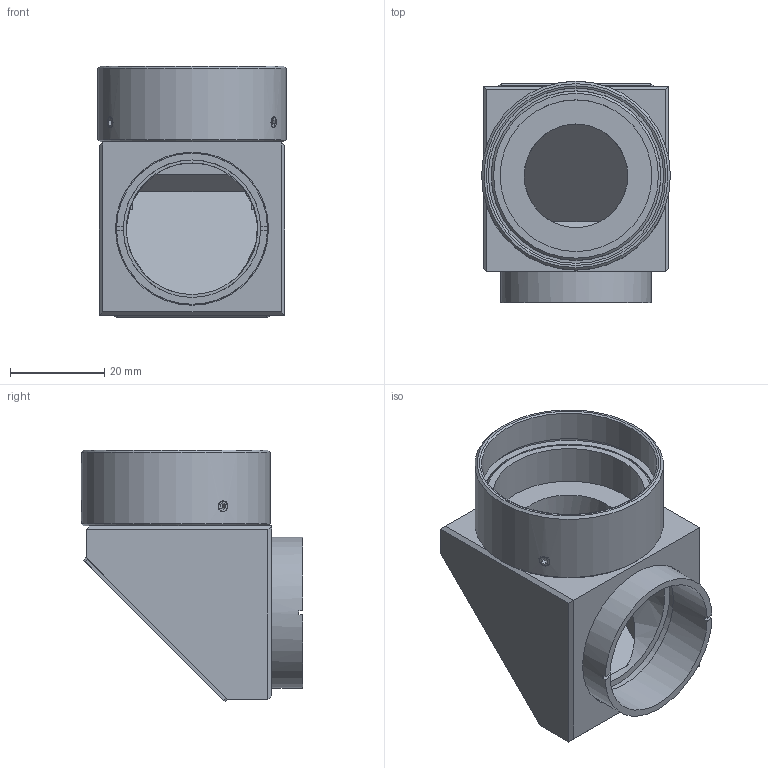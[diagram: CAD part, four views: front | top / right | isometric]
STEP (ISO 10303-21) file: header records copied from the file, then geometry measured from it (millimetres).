
FILE_DESCRIPTION((''),'2;1');
FILE_NAME('51490_0.stp','2006-06-12T09:44:20',('PODLENA'),(''),'Autodesk Inventor 10','Autodesk Inventor 10','');
FILE_SCHEMA(('AUTOMOTIVE_DESIGN { 1 0 10303 214 1 1 1 1 }'));
Length unit declared in the file: inch
Products named in the file (7): 51490_0; 62871; 7375; 51493; 51492; 7108; 51491
Assembly tree (11 placements, depth 2):
  51490_0
    62871
    7375  x4
    51493
    51492
    7108  x3
    51491
Bounding box: 40.08 x 46.93 x 53.5 mm (x, y, z)
Volume: 25994.9 mm3; surface area: 19886.9 mm2
Topology: 11 solids, 11 shells, 254 faces, 624 edges, 406 vertices
Faces by surface type: plane 143, bspline 72, cone 19, cylinder 17, sphere 3
Full cylindrical faces by diameter (mm): 1.854 x4, 2.845 x3, 29.185 x1, 32.055 x1, 32.207 x1, 33.325 x1, 36.017 x2, 36.043 x1, 37.236 x1, 38.964 x1, 40.081 x1
Entity records: 7462 total; most frequent: CARTESIAN_POINT 2921, ORIENTED_EDGE 898, DIRECTION 753, EDGE_CURVE 449, VERTEX_POINT 320, EDGE_LOOP 291, VECTOR 275, LINE 275
